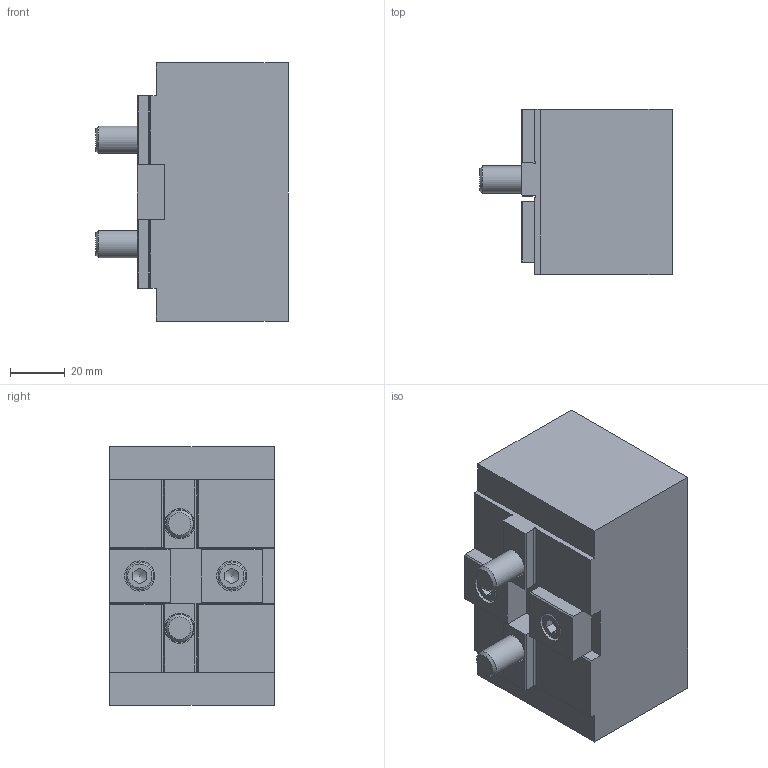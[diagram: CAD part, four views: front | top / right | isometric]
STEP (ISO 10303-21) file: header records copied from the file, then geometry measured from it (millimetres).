
FILE_DESCRIPTION((''),'2;1');
FILE_NAME('311-0094-001.stp','2011-05-30T16:55:15',('Meier'),(''),'Autodesk Inventor 2011','Autodesk Inventor 2011','');
FILE_SCHEMA(('AUTOMOTIVE_DESIGN { 1 0 10303 214 1 1 1 1 }'));
Length unit declared in the file: millimetre
Products named in the file (5): 311-0094-001; 5130-0094-003; NLM03250-20; DIN 912 - ersetzt durch DIN EN ISO 4762 M6 x 16; DIN 912 - ersetzt durch DIN EN ISO 4762 M10 x 30
Assembly tree (7 placements, depth 2):
  311-0094-001
    5130-0094-003
    NLM03250-20  x2
    DIN 912 - ersetzt durch DIN EN ISO 4762 M6 x 16  x2
    DIN 912 - ersetzt durch DIN EN ISO 4762 M10 x 30  x2
Bounding box: 70 x 60 x 94 mm (x, y, z)
Volume: 269270.3 mm3; surface area: 42542.8 mm2
Topology: 7 solids, 7 shells, 144 faces, 352 edges, 228 vertices
Faces by surface type: plane 104, cylinder 22, cone 10, torus 8
Full cylindrical faces by diameter (mm): 4.917 x2, 6 x2, 6.3 x2, 10 x4, 11 x4, 16 x2, 18 x2
Entity records: 3018 total; most frequent: CARTESIAN_POINT 525, DIRECTION 486, ORIENTED_EDGE 456, EDGE_CURVE 228, VECTOR 172, LINE 172, VERTEX_POINT 160, AXIS2_PLACEMENT_3D 157
